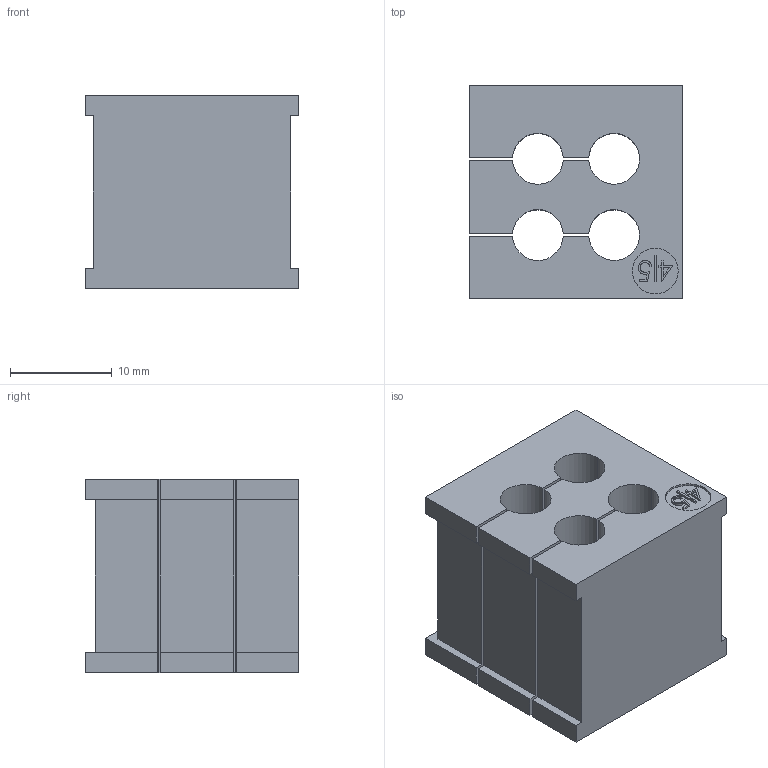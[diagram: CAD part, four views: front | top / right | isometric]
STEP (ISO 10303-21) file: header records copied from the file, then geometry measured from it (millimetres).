
FILE_DESCRIPTION(('STEP AP242'),'1');
FILE_NAME('39908.stp','2020-06-03T11:27:14',('TraceParts'),('TraceParts S.A.'),'Spatial InterOp 3D',' ',' ');
FILE_SCHEMA(('AP242_MANAGED_MODEL_BASED_3D_ENGINEERING_MIM_LF {1 0 10303 442 1 1 4}'));
Length unit declared in the file: millimetre
Products named in the file (1): 39908
Bounding box: 21 x 21 x 19 mm (x, y, z)
Volume: 6012.1 mm3; surface area: 3966.8 mm2
Topology: 1 solids, 1 shells, 81 faces, 219 edges, 146 vertices
Faces by surface type: plane 61, cylinder 12, bspline 8
Entity records: 2996 total; most frequent: CARTESIAN_POINT 967, ORIENTED_EDGE 438, DIRECTION 375, EDGE_CURVE 219, LINE 179, VECTOR 179, VERTEX_POINT 146, AXIS2_PLACEMENT_3D 98
